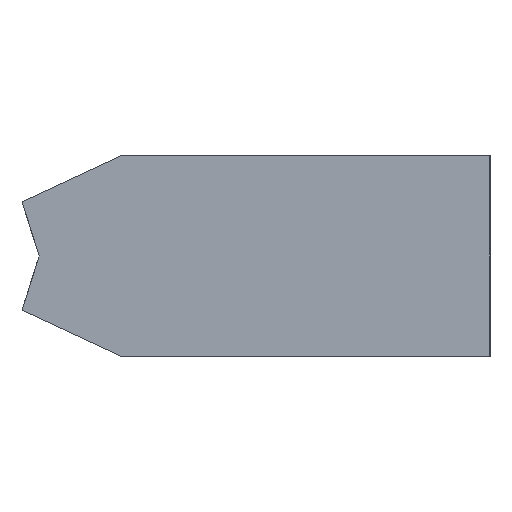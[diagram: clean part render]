
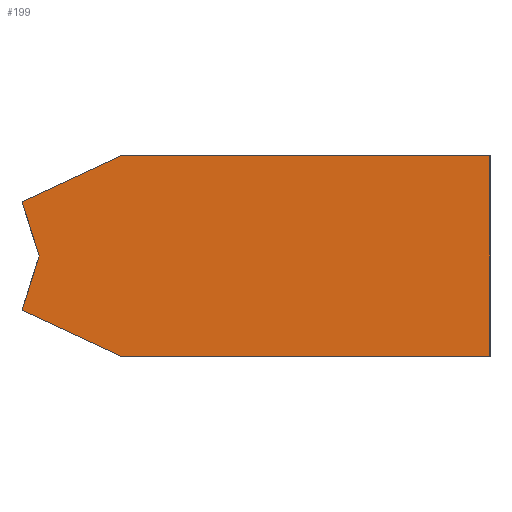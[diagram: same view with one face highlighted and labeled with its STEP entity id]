
A CAD part, left-side view. The second image highlights one B-rep face of the part: STEP entity #199.
In plain terms, the highlighted planar face has unit normal (-1, 0, 0).
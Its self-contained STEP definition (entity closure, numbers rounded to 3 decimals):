
#199 = ADVANCED_FACE( '', ( #476 ), #477, .F. );
#476 = FACE_OUTER_BOUND( '', #756, .T. );
#477 = PLANE( '', #757 );
#756 = EDGE_LOOP( '', ( #1199, #1200, #1201, #1202, #1203, #1204, #1205 ) );
#757 = AXIS2_PLACEMENT_3D( '', #1206, #1207, #1208 );
#1199 = ORIENTED_EDGE( '', *, *, #1287, .F. );
#1200 = ORIENTED_EDGE( '', *, *, #1278, .F. );
#1201 = ORIENTED_EDGE( '', *, *, #1270, .F. );
#1202 = ORIENTED_EDGE( '', *, *, #1397, .F. );
#1203 = ORIENTED_EDGE( '', *, *, #1374, .F. );
#1204 = ORIENTED_EDGE( '', *, *, #1338, .F. );
#1205 = ORIENTED_EDGE( '', *, *, #1324, .F. );
#1206 = CARTESIAN_POINT( '', ( 0., 0., 0. ) );
#1207 = DIRECTION( '', ( 1., 0., 0. ) );
#1208 = DIRECTION( '', ( 0., 0., -1. ) );
#1270 = EDGE_CURVE( '', #1456, #1458, #1459, .T. );
#1278 = EDGE_CURVE( '', #1458, #1471, #1472, .T. );
#1287 = EDGE_CURVE( '', #1471, #1487, #1488, .T. );
#1324 = EDGE_CURVE( '', #1487, #1548, #1549, .T. );
#1338 = EDGE_CURVE( '', #1548, #1571, #1572, .T. );
#1374 = EDGE_CURVE( '', #1571, #1628, #1629, .T. );
#1397 = EDGE_CURVE( '', #1628, #1456, #1657, .T. );
#1456 = VERTEX_POINT( '', #1721 );
#1458 = VERTEX_POINT( '', #1724 );
#1459 = LINE( '', #1725, #1726 );
#1471 = VERTEX_POINT( '', #1741 );
#1472 = LINE( '', #1742, #1743 );
#1487 = VERTEX_POINT( '', #1760 );
#1488 = LINE( '', #1761, #1762 );
#1548 = VERTEX_POINT( '', #1828 );
#1549 = LINE( '', #1829, #1830 );
#1571 = VERTEX_POINT( '', #1853 );
#1572 = LINE( '', #1854, #1855 );
#1628 = VERTEX_POINT( '', #1912 );
#1629 = LINE( '', #1913, #1914 );
#1657 = LINE( '', #1943, #1944 );
#1721 = CARTESIAN_POINT( '', ( 0., 78.88, 0. ) );
#1724 = CARTESIAN_POINT( '', ( 0., 81.875, 9.5 ) );
#1725 = CARTESIAN_POINT( '', ( 0., 78.88, 0. ) );
#1726 = VECTOR( '', #2008, 1000. );
#1741 = CARTESIAN_POINT( '', ( 0., 64.719, 17.5 ) );
#1742 = CARTESIAN_POINT( '', ( 0., 81.875, 9.5 ) );
#1743 = VECTOR( '', #2018, 1000. );
#1760 = CARTESIAN_POINT( '', ( 0., 0., 17.5 ) );
#1761 = CARTESIAN_POINT( '', ( 0., 64.719, 17.5 ) );
#1762 = VECTOR( '', #2036, 1000. );
#1828 = CARTESIAN_POINT( '', ( 0., 0., -17.5 ) );
#1829 = CARTESIAN_POINT( '', ( 0., 0., 17.5 ) );
#1830 = VECTOR( '', #2103, 1000. );
#1853 = CARTESIAN_POINT( '', ( 0., 64.719, -17.5 ) );
#1854 = CARTESIAN_POINT( '', ( 0., 0., -17.5 ) );
#1855 = VECTOR( '', #2132, 1000. );
#1912 = CARTESIAN_POINT( '', ( 0., 81.875, -9.5 ) );
#1913 = CARTESIAN_POINT( '', ( 0., 64.719, -17.5 ) );
#1914 = VECTOR( '', #2194, 1000. );
#1943 = CARTESIAN_POINT( '', ( 0., 81.875, -9.5 ) );
#1944 = VECTOR( '', #2214, 1000. );
#2008 = DIRECTION( '', ( 0., 0.301, 0.954 ) );
#2018 = DIRECTION( '', ( 0., -0.906, 0.423 ) );
#2036 = DIRECTION( '', ( 0., -1., 0. ) );
#2103 = DIRECTION( '', ( 0., 0., -1. ) );
#2132 = DIRECTION( '', ( 0., 1., 0. ) );
#2194 = DIRECTION( '', ( 0., 0.906, 0.423 ) );
#2214 = DIRECTION( '', ( 0., -0.301, 0.954 ) );
